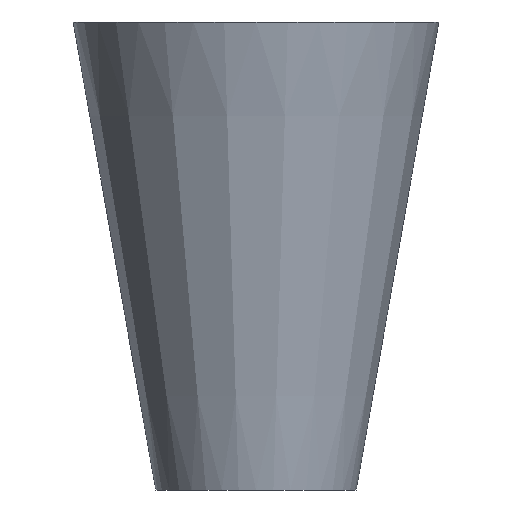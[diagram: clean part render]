
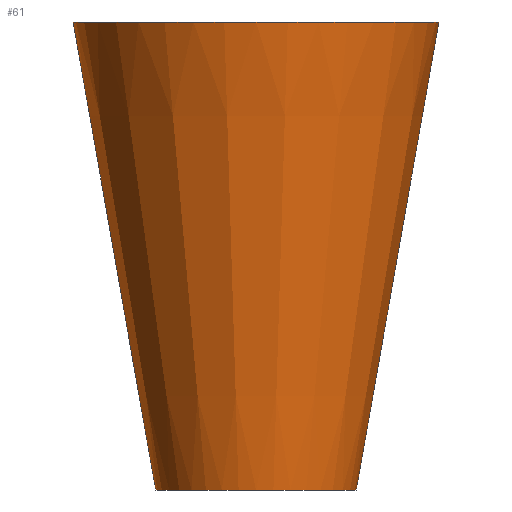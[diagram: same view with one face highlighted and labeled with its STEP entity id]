
A CAD part, front view. The second image highlights one B-rep face of the part: STEP entity #61.
In plain terms, the highlighted conical face has half-angle 10 degrees and reference radius 15 mm.
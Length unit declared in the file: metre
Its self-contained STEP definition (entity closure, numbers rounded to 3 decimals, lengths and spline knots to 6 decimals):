
#23=ORIENTED_EDGE('',*,*,#31,.F.);
#24=ORIENTED_EDGE('',*,*,#32,.T.);
#31=EDGE_CURVE('',#35,#35,#39,.T.);
#32=EDGE_CURVE('',#36,#36,#40,.T.);
#35=VERTEX_POINT('',#111);
#36=VERTEX_POINT('',#113);
#39=CIRCLE('',#80,0.027343);
#40=CIRCLE('',#81,0.015);
#43=EDGE_LOOP('',(#23));
#44=EDGE_LOOP('',(#24));
#51=FACE_BOUND('',#43,.T.);
#52=FACE_BOUND('',#44,.T.);
#59=CONICAL_SURFACE('',#79,0.015,0.175);
#61=ADVANCED_FACE('',(#51,#52),#59,.T.);
#79=AXIS2_PLACEMENT_3D('',#109,#90,#91);
#80=AXIS2_PLACEMENT_3D('',#110,#92,#93);
#81=AXIS2_PLACEMENT_3D('',#112,#94,#95);
#90=DIRECTION('',(0.,0.,1.));
#91=DIRECTION('',(1.,0.,0.));
#92=DIRECTION('',(0.,0.,1.));
#93=DIRECTION('',(1.,0.,0.));
#94=DIRECTION('',(0.,0.,1.));
#95=DIRECTION('',(1.,0.,0.));
#109=CARTESIAN_POINT('',(0.,0.,0.));
#110=CARTESIAN_POINT('',(0.,0.,0.07));
#111=CARTESIAN_POINT('',(0.027343,0.,0.07));
#112=CARTESIAN_POINT('',(0.,0.,0.));
#113=CARTESIAN_POINT('',(0.015,0.,0.));
